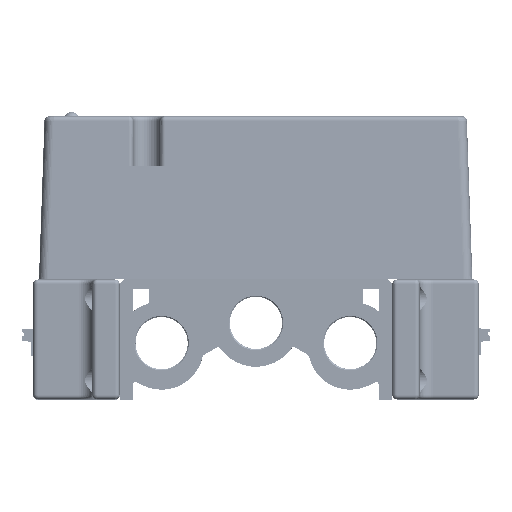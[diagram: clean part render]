
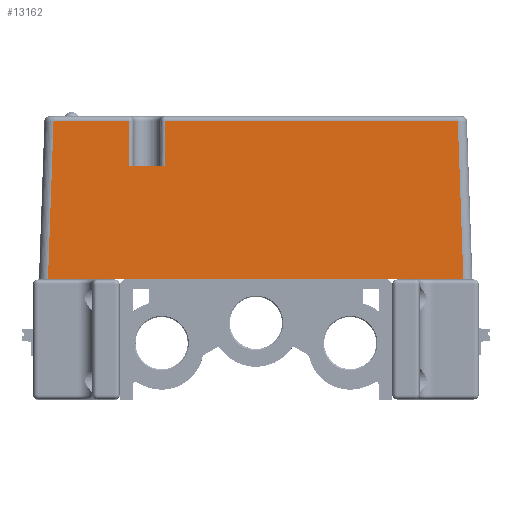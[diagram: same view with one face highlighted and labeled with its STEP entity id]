
A CAD part, front view. The second image highlights one B-rep face of the part: STEP entity #13162.
In plain terms, the highlighted planar face has unit normal (0, -0.999, 0.035).
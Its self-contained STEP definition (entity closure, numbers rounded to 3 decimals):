
#4310=FACE_OUTER_BOUND('',#31948,.T.);
#13162=ADVANCED_FACE('',(#4310),#22169,.T.);
#22169=PLANE('',#185708);
#31948=EDGE_LOOP('',(#47582,#47583,#47584,#47585,#47586,#47587,#47588,#47589,
#47590,#47591));
#47582=ORIENTED_EDGE('',*,*,#117544,.T.);
#47583=ORIENTED_EDGE('',*,*,#117545,.T.);
#47584=ORIENTED_EDGE('',*,*,#117546,.T.);
#47585=ORIENTED_EDGE('',*,*,#117547,.F.);
#47586=ORIENTED_EDGE('',*,*,#117548,.T.);
#47587=ORIENTED_EDGE('',*,*,#117549,.T.);
#47588=ORIENTED_EDGE('',*,*,#117550,.T.);
#47589=ORIENTED_EDGE('',*,*,#117078,.T.);
#47590=ORIENTED_EDGE('',*,*,#117000,.T.);
#47591=ORIENTED_EDGE('',*,*,#117551,.T.);
#99201=VERTEX_POINT('',#252539);
#99202=VERTEX_POINT('',#252541);
#99263=VERTEX_POINT('',#252697);
#99627=VERTEX_POINT('',#254005);
#99628=VERTEX_POINT('',#254006);
#99629=VERTEX_POINT('',#254008);
#99630=VERTEX_POINT('',#254010);
#99631=VERTEX_POINT('',#254012);
#99632=VERTEX_POINT('',#254014);
#99633=VERTEX_POINT('',#254016);
#117000=EDGE_CURVE('',#99202,#99201,#143168,.T.);
#117078=EDGE_CURVE('',#99263,#99202,#143230,.T.);
#117544=EDGE_CURVE('',#99627,#99628,#143538,.T.);
#117545=EDGE_CURVE('',#99628,#99629,#143539,.T.);
#117546=EDGE_CURVE('',#99629,#99630,#143540,.T.);
#117547=EDGE_CURVE('',#99631,#99630,#143541,.T.);
#117548=EDGE_CURVE('',#99631,#99632,#143542,.T.);
#117549=EDGE_CURVE('',#99632,#99633,#143543,.T.);
#117550=EDGE_CURVE('',#99633,#99263,#143544,.T.);
#117551=EDGE_CURVE('',#99201,#99627,#143545,.T.);
#143168=LINE('',#252540,#164094);
#143230=LINE('',#252696,#164156);
#143538=LINE('',#254004,#164464);
#143539=LINE('',#254007,#164465);
#143540=LINE('',#254009,#164466);
#143541=LINE('',#254011,#164467);
#143542=LINE('',#254013,#164468);
#143543=LINE('',#254015,#164469);
#143544=LINE('',#254017,#164470);
#143545=LINE('',#254018,#164471);
#164094=VECTOR('',#200530,1.);
#164156=VECTOR('',#200658,1.);
#164464=VECTOR('',#201458,1.);
#164465=VECTOR('',#201459,1.);
#164466=VECTOR('',#201460,1.);
#164467=VECTOR('',#201461,1.);
#164468=VECTOR('',#201462,1.);
#164469=VECTOR('',#201463,1.);
#164470=VECTOR('',#201464,1.);
#164471=VECTOR('',#201465,1.);
#185708=AXIS2_PLACEMENT_3D('',#254019,#201466,#201467);
#200530=DIRECTION('',(1.,0.,0.));
#200658=DIRECTION('',(1.,0.,0.));
#201458=DIRECTION('',(-0.035,0.035,0.999));
#201459=DIRECTION('',(-1.,0.,0.));
#201460=DIRECTION('',(0.,-0.035,-0.999));
#201461=DIRECTION('',(1.,0.,0.));
#201462=DIRECTION('',(0.,0.035,0.999));
#201463=DIRECTION('',(-1.,0.,0.));
#201464=DIRECTION('',(-0.035,-0.035,-0.999));
#201465=DIRECTION('',(1.,0.,0.));
#201466=DIRECTION('',(0.,-0.999,0.035));
#201467=DIRECTION('',(0.,0.035,0.999));
#252539=CARTESIAN_POINT('',(281.05,-1316.826,-0.1));
#252540=CARTESIAN_POINT('',(280.05,-1316.826,-0.1));
#252541=CARTESIAN_POINT('',(219.05,-1316.826,-0.1));
#252696=CARTESIAN_POINT('',(280.05,-1316.826,-0.1));
#252697=CARTESIAN_POINT('',(204.313,-1316.826,-0.1));
#254004=CARTESIAN_POINT('',(295.944,-1317.083,-7.463));
#254005=CARTESIAN_POINT('',(295.687,-1316.826,-0.1));
#254006=CARTESIAN_POINT('',(294.467,-1315.606,34.835));
#254007=CARTESIAN_POINT('',(230.05,-1315.606,34.835));
#254008=CARTESIAN_POINT('',(230.05,-1315.606,34.835));
#254009=CARTESIAN_POINT('',(230.05,-1315.953,24.9));
#254010=CARTESIAN_POINT('',(230.05,-1315.953,24.9));
#254011=CARTESIAN_POINT('',(226.05,-1315.953,24.9));
#254012=CARTESIAN_POINT('',(222.05,-1315.953,24.9));
#254013=CARTESIAN_POINT('',(222.05,-1315.606,34.835));
#254014=CARTESIAN_POINT('',(222.05,-1315.606,34.835));
#254015=CARTESIAN_POINT('',(204.567,-1315.606,34.835));
#254016=CARTESIAN_POINT('',(205.533,-1315.606,34.835));
#254017=CARTESIAN_POINT('',(204.056,-1317.083,-7.463));
#254018=CARTESIAN_POINT('',(280.05,-1316.826,-0.1));
#254019=CARTESIAN_POINT('',(250.,-1317.141,-9.1));
